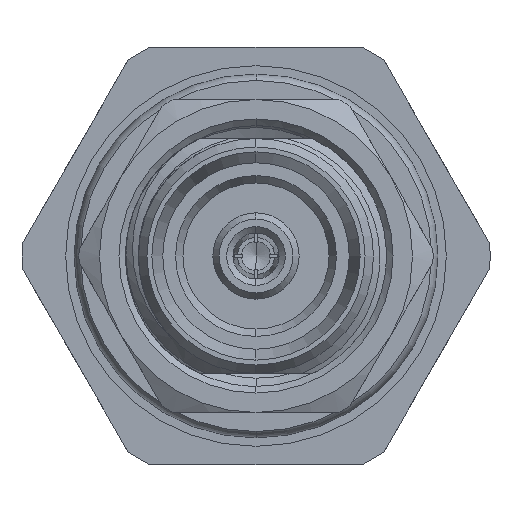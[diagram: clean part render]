
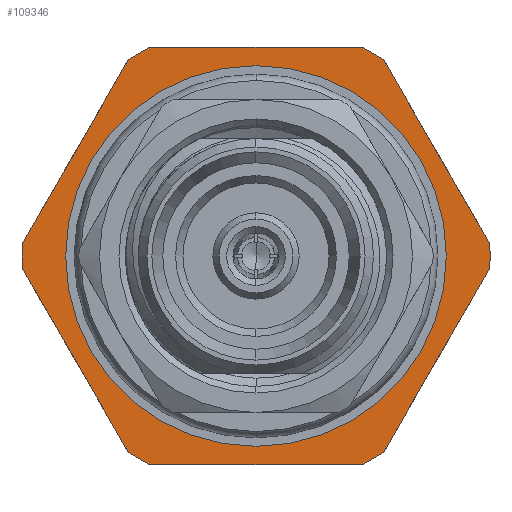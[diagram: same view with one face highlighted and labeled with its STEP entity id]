
A CAD part, left-side view. The second image highlights one B-rep face of the part: STEP entity #109346.
In plain terms, the highlighted planar face has unit normal (-1, 0, 0).
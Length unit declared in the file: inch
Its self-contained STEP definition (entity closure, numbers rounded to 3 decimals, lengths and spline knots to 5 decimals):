
#130 = PLANE ( 'NONE',  #109547 ) ;
#248 = CARTESIAN_POINT ( 'NONE',  ( 0.91339, 0., 0. ) ) ;
#2319 = DIRECTION ( 'NONE',  ( 0., 0., -1. ) ) ;
#3394 = VERTEX_POINT ( 'NONE', #111713 ) ;
#3823 = ORIENTED_EDGE ( 'NONE', *, *, #38338, .F. ) ;
#5096 = CIRCLE ( 'NONE', #9333, 0.3533 ) ;
#7701 = CARTESIAN_POINT ( 'NONE',  ( 0.91339, -0.3528, 0.01885 ) ) ;
#9153 = AXIS2_PLACEMENT_3D ( 'NONE', #43233, #61250, #2319 ) ;
#9333 = AXIS2_PLACEMENT_3D ( 'NONE', #101659, #82768, #62550 ) ;
#10241 = LINE ( 'NONE', #22628, #116473 ) ;
#10476 = DIRECTION ( 'NONE',  ( 0., 0., 1. ) ) ;
#11284 = DIRECTION ( 'NONE',  ( 1., 0., 0. ) ) ;
#11565 = EDGE_CURVE ( 'NONE', #122509, #115064, #10241, .T. ) ;
#14819 = EDGE_CURVE ( 'NONE', #49980, #28557, #94779, .T. ) ;
#14864 = CARTESIAN_POINT ( 'NONE',  ( 0.91339, 0., 0. ) ) ;
#15144 = DIRECTION ( 'NONE',  ( 0., -0.5, -0.866 ) ) ;
#18532 = EDGE_CURVE ( 'NONE', #47182, #72953, #103912, .T. ) ;
#19479 = EDGE_CURVE ( 'NONE', #47182, #85935, #106953, .T. ) ;
#21114 = CARTESIAN_POINT ( 'NONE',  ( 0.91339, -0.3528, -0.01885 ) ) ;
#22067 = ORIENTED_EDGE ( 'NONE', *, *, #78847, .T. ) ;
#22628 = CARTESIAN_POINT ( 'NONE',  ( 0.91339, 0.28732, -0.31496 ) ) ;
#22676 = CARTESIAN_POINT ( 'NONE',  ( 0.91339, 0.16007, 0.31496 ) ) ;
#23517 = CIRCLE ( 'NONE', #111545, 0.3533 ) ;
#23900 = EDGE_CURVE ( 'NONE', #105281, #28557, #120829, .T. ) ;
#26442 = VECTOR ( 'NONE', #87662, 39.37008 ) ;
#27211 = CARTESIAN_POINT ( 'NONE',  ( 0.91339, 0., -0.28732 ) ) ;
#28218 = CARTESIAN_POINT ( 'NONE',  ( 0.91339, 0.19273, 0.29611 ) ) ;
#28557 = VERTEX_POINT ( 'NONE', #41208 ) ;
#28776 = CARTESIAN_POINT ( 'NONE',  ( 0.91339, 0.3528, -0.01885 ) ) ;
#28777 = CARTESIAN_POINT ( 'NONE',  ( 0.91339, -0.20093, 0.28189 ) ) ;
#29779 = CARTESIAN_POINT ( 'NONE',  ( 0.91339, 0.28732, 0.31496 ) ) ;
#29826 = CARTESIAN_POINT ( 'NONE',  ( 0.91339, 0., 0.28732 ) ) ;
#30262 = CARTESIAN_POINT ( 'NONE',  ( 0.91339, 0.28732, 0. ) ) ;
#31035 = ORIENTED_EDGE ( 'NONE', *, *, #45876, .T. ) ;
#31687 = AXIS2_PLACEMENT_3D ( 'NONE', #14864, #102572, #34638 ) ;
#33662 = EDGE_CURVE ( 'NONE', #49980, #3394, #68250, .T. ) ;
#34618 = DIRECTION ( 'NONE',  ( 1., 0., 0. ) ) ;
#34638 = DIRECTION ( 'NONE',  ( 0., 0., -1. ) ) ;
#34879 = EDGE_LOOP ( 'NONE', ( #50145, #116764, #104688, #120544, #22067, #125529, #31035, #116016, #108001, #3823, #120408, #90209 ) ) ;
#34959 = LINE ( 'NONE', #124812, #48765 ) ;
#38338 = EDGE_CURVE ( 'NONE', #105281, #85935, #5096, .T. ) ;
#38662 = CARTESIAN_POINT ( 'NONE',  ( 0.91339, -0.19273, -0.29611 ) ) ;
#41208 = CARTESIAN_POINT ( 'NONE',  ( 0.91339, 0.3528, 0.01885 ) ) ;
#43233 = CARTESIAN_POINT ( 'NONE',  ( 0.91339, 0., 0. ) ) ;
#43305 = CIRCLE ( 'NONE', #9153, 0.28732 ) ;
#45218 = VECTOR ( 'NONE', #15144, 39.37008 ) ;
#45876 = EDGE_CURVE ( 'NONE', #105585, #72953, #58753, .T. ) ;
#47028 = DIRECTION ( 'NONE',  ( 0., 0., -1. ) ) ;
#47182 = VERTEX_POINT ( 'NONE', #120776 ) ;
#48057 = CIRCLE ( 'NONE', #69782, 0.28732 ) ;
#48765 = VECTOR ( 'NONE', #115730, 39.37008 ) ;
#49077 = EDGE_CURVE ( 'NONE', #105644, #115064, #23517, .T. ) ;
#49980 = VERTEX_POINT ( 'NONE', #28776 ) ;
#50145 = ORIENTED_EDGE ( 'NONE', *, *, #33662, .T. ) ;
#53084 = EDGE_CURVE ( 'NONE', #122509, #3394, #115756, .T. ) ;
#53642 = EDGE_CURVE ( 'NONE', #56203, #69682, #48057, .T. ) ;
#56144 = FACE_OUTER_BOUND ( 'NONE', #34879, .T. ) ;
#56203 = VERTEX_POINT ( 'NONE', #27211 ) ;
#56879 = CARTESIAN_POINT ( 'NONE',  ( 0.91339, 0., 0. ) ) ;
#57726 = DIRECTION ( 'NONE',  ( 1., 0., 0. ) ) ;
#58753 = LINE ( 'NONE', #28777, #26442 ) ;
#61250 = DIRECTION ( 'NONE',  ( 1., 0., 0. ) ) ;
#62550 = DIRECTION ( 'NONE',  ( 0., 0., -1. ) ) ;
#63044 = EDGE_LOOP ( 'NONE', ( #79375, #92528 ) ) ;
#64733 = EDGE_CURVE ( 'NONE', #69682, #56203, #43305, .T. ) ;
#68250 = LINE ( 'NONE', #123514, #45218 ) ;
#68964 = DIRECTION ( 'NONE',  ( -1., 0., 0. ) ) ;
#69682 = VERTEX_POINT ( 'NONE', #29826 ) ;
#69782 = AXIS2_PLACEMENT_3D ( 'NONE', #89117, #11284, #109306 ) ;
#72953 = VERTEX_POINT ( 'NONE', #96153 ) ;
#75489 = CARTESIAN_POINT ( 'NONE',  ( 0.91339, -0.16007, -0.31496 ) ) ;
#76572 = EDGE_CURVE ( 'NONE', #105585, #82019, #112223, .T. ) ;
#78138 = DIRECTION ( 'NONE',  ( 0., 0., -1. ) ) ;
#78385 = DIRECTION ( 'NONE',  ( 0., 1., 0. ) ) ;
#78847 = EDGE_CURVE ( 'NONE', #105644, #82019, #34959, .T. ) ;
#79235 = VECTOR ( 'NONE', #106624, 39.37008 ) ;
#79375 = ORIENTED_EDGE ( 'NONE', *, *, #53642, .T. ) ;
#80172 = AXIS2_PLACEMENT_3D ( 'NONE', #248, #109040, #78138 ) ;
#80250 = DIRECTION ( 'NONE',  ( 0., -1., 0. ) ) ;
#82019 = VERTEX_POINT ( 'NONE', #21114 ) ;
#82768 = DIRECTION ( 'NONE',  ( 1., 0., 0. ) ) ;
#85935 = VERTEX_POINT ( 'NONE', #22676 ) ;
#87662 = DIRECTION ( 'NONE',  ( 0., 0.5, 0.866 ) ) ;
#89117 = CARTESIAN_POINT ( 'NONE',  ( 0.91339, 0., 0. ) ) ;
#89485 = CARTESIAN_POINT ( 'NONE',  ( 0.91339, 0.16007, -0.31496 ) ) ;
#90209 = ORIENTED_EDGE ( 'NONE', *, *, #14819, .F. ) ;
#92528 = ORIENTED_EDGE ( 'NONE', *, *, #64733, .T. ) ;
#94779 = CIRCLE ( 'NONE', #121024, 0.3533 ) ;
#96153 = CARTESIAN_POINT ( 'NONE',  ( 0.91339, -0.19273, 0.29611 ) ) ;
#98760 = AXIS2_PLACEMENT_3D ( 'NONE', #114118, #34618, #47028 ) ;
#101659 = CARTESIAN_POINT ( 'NONE',  ( 0.91339, 0., 0. ) ) ;
#102572 = DIRECTION ( 'NONE',  ( 1., 0., 0. ) ) ;
#103912 = CIRCLE ( 'NONE', #98760, 0.3533 ) ;
#104688 = ORIENTED_EDGE ( 'NONE', *, *, #11565, .T. ) ;
#105281 = VERTEX_POINT ( 'NONE', #28218 ) ;
#105323 = DIRECTION ( 'NONE',  ( 0., 0., -1. ) ) ;
#105585 = VERTEX_POINT ( 'NONE', #7701 ) ;
#105644 = VERTEX_POINT ( 'NONE', #38662 ) ;
#106624 = DIRECTION ( 'NONE',  ( 0., 0.5, -0.866 ) ) ;
#106953 = LINE ( 'NONE', #29779, #127000 ) ;
#108001 = ORIENTED_EDGE ( 'NONE', *, *, #19479, .T. ) ;
#108418 = FACE_BOUND ( 'NONE', #63044, .T. ) ;
#109040 = DIRECTION ( 'NONE',  ( 1., 0., 0. ) ) ;
#109306 = DIRECTION ( 'NONE',  ( 0., 0., -1. ) ) ;
#109346 = ADVANCED_FACE ( 'NONE', ( #108418, #56144 ), #130, .T. ) ;
#109547 = AXIS2_PLACEMENT_3D ( 'NONE', #30262, #68964, #10476 ) ;
#111545 = AXIS2_PLACEMENT_3D ( 'NONE', #115640, #114790, #105323 ) ;
#111713 = CARTESIAN_POINT ( 'NONE',  ( 0.91339, 0.19273, -0.29611 ) ) ;
#112223 = CIRCLE ( 'NONE', #80172, 0.3533 ) ;
#114118 = CARTESIAN_POINT ( 'NONE',  ( 0.91339, 0., 0. ) ) ;
#114790 = DIRECTION ( 'NONE',  ( 1., 0., 0. ) ) ;
#115064 = VERTEX_POINT ( 'NONE', #75489 ) ;
#115640 = CARTESIAN_POINT ( 'NONE',  ( 0.91339, 0., 0. ) ) ;
#115677 = CARTESIAN_POINT ( 'NONE',  ( 0.91339, 0.34459, 0.03307 ) ) ;
#115730 = DIRECTION ( 'NONE',  ( 0., -0.5, 0.866 ) ) ;
#115756 = CIRCLE ( 'NONE', #31687, 0.3533 ) ;
#116016 = ORIENTED_EDGE ( 'NONE', *, *, #18532, .F. ) ;
#116473 = VECTOR ( 'NONE', #80250, 39.37008 ) ;
#116764 = ORIENTED_EDGE ( 'NONE', *, *, #53084, .F. ) ;
#120408 = ORIENTED_EDGE ( 'NONE', *, *, #23900, .T. ) ;
#120544 = ORIENTED_EDGE ( 'NONE', *, *, #49077, .F. ) ;
#120776 = CARTESIAN_POINT ( 'NONE',  ( 0.91339, -0.16007, 0.31496 ) ) ;
#120829 = LINE ( 'NONE', #115677, #79235 ) ;
#121024 = AXIS2_PLACEMENT_3D ( 'NONE', #56879, #57726, #125697 ) ;
#122509 = VERTEX_POINT ( 'NONE', #89485 ) ;
#123514 = CARTESIAN_POINT ( 'NONE',  ( 0.91339, 0.34459, -0.03307 ) ) ;
#124812 = CARTESIAN_POINT ( 'NONE',  ( 0.91339, -0.20093, -0.28189 ) ) ;
#125529 = ORIENTED_EDGE ( 'NONE', *, *, #76572, .F. ) ;
#125697 = DIRECTION ( 'NONE',  ( 0., 0., -1. ) ) ;
#127000 = VECTOR ( 'NONE', #78385, 39.37008 ) ;
